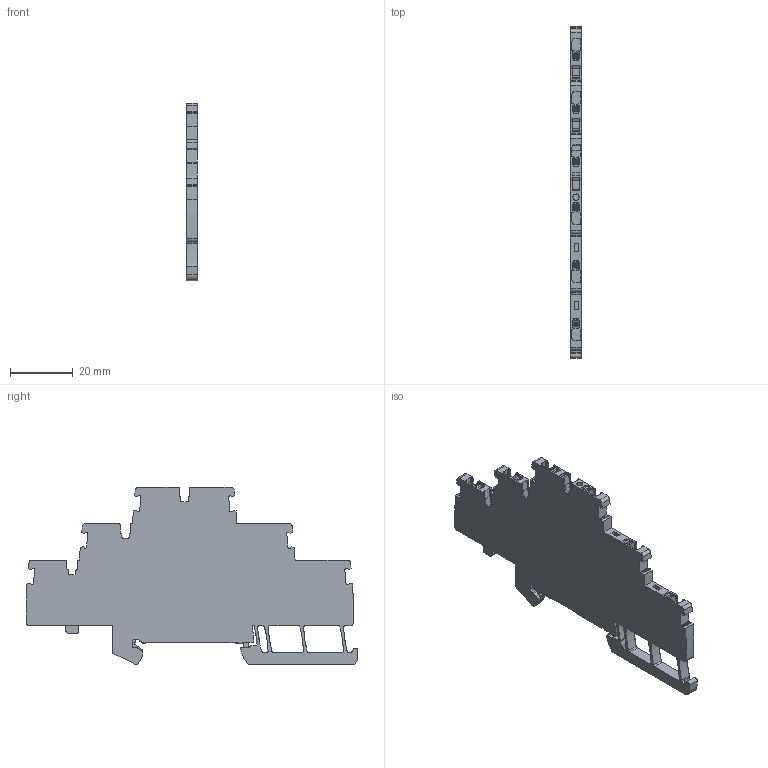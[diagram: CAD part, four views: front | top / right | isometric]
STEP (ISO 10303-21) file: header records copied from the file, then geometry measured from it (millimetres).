
FILE_DESCRIPTION(('CATIA V5 STEP Exchange','CAx-IF Rec.Pracs.--- Model Styling and Organization---1.5--- 2016-08-15','CAx-IF Rec.Pracs.---Supplemental Geometry---1.0---2011-11-01','CAx-IF Rec.Pracs.--- Composite Materials ---1.1---2010-07-15'),'2;1');
FILE_NAME ('1351017-4_2', '2024-05-31T04:25:49+00:00', ('none'), ('Weidmueller'), 'CATIA Version 5-6 Release 2022 SP4 HF5', 'CATIA V5 STEP AP214 v3', 'none');
FILE_SCHEMA(('AUTOMOTIVE_DESIGN { 1 0 10303 214 1 1 1 1 }'));
Length unit declared in the file: millimetre
Products named in the file (1): 2818000000
Bounding box: 3.5 x 105.69 x 56.55 mm (x, y, z)
Volume: 12336.1 mm3; surface area: 10150.1 mm2
Topology: 1 solids, 5 shells, 1197 faces, 3370 edges, 2183 vertices
Faces by surface type: plane 452, cylinder 382, extrusion 319, torus 32, sphere 12
Entity records: 40983 total; most frequent: CARTESIAN_POINT 10475, ORIENTED_EDGE 6716, DIRECTION 4699, EDGE_CURVE 3358, VECTOR 2479, VERTEX_POINT 2183, LINE 2160, AXIS2_PLACEMENT_3D 1489
